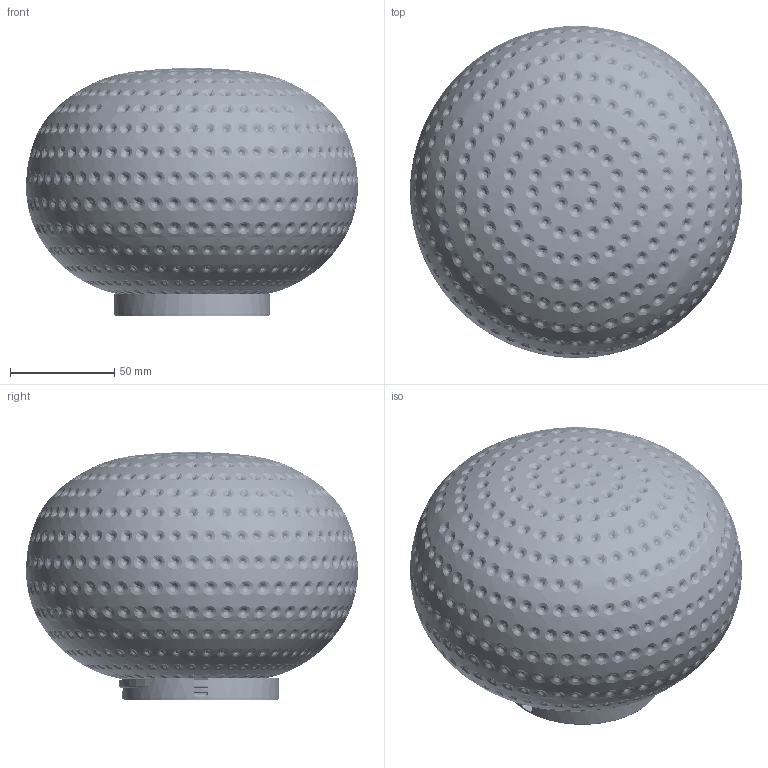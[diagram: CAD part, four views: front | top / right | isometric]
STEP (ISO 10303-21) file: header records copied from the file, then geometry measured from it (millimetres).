
FILE_DESCRIPTION(/* description */ (''),/* implementation_level */ '2;1');
FILE_NAME(/* name */ 'F430810150BINE.stp',/* time_stamp */ '2020-01-13T13:35:41+01:00',/* author */ ('sghezzi'),/* organization */ (''),/* preprocessor_version */ 'ST-DEVELOPER v17.2',/* originating_system */ 'Autodesk Inventor 2019',/* authorisation */ '');
FILE_SCHEMA (('AUTOMOTIVE_DESIGN { 1 0 10303 214 3 1 1 }'));
Products named in the file (19): 4308-0_LAMP_TAV_BIANCA D160; V4306.0; 002430605_VETRO_BIANCA_160; 0074308XX; 065007451_Vite M3x16 TCb+ZnBi; 0074308X5; 003430620_GOMMINO PER LINGUETTA BIANCA D490; M4308.0; 0074308X1; 0074308X1_1; 003430815_SOTTOBASE LAMP TAV BIANCA D160; 006600011_bloccacavo_grano_5100-7-109_NyNr; 060009000_DADO_ES_M10X1_H3_L13_ZnBi; 007429504-; 003430810_FELTRO SOTTOBASE LAMP TAV BIANCA D160; 003430820_DIFFUSORE PLASTICO LED BIANCA D160 TRASP; LED 005429700; DIN 7984 - M3 x 6; 003428406
Assembly tree (25 placements, depth 4):
  4308-0_LAMP_TAV_BIANCA D160
    V4306.0
      002430605_VETRO_BIANCA_160
      0074308XX
      065007451_Vite M3x16 TCb+ZnBi  x3
      0074308X5  x3
      003430620_GOMMINO PER LINGUETTA BIANCA D490  x3
    M4308.0
      0074308X1
        0074308X1_1
      003430815_SOTTOBASE LAMP TAV BIANCA D160
      006600011_bloccacavo_grano_5100-7-109_NyNr
      060009000_DADO_ES_M10X1_H3_L13_ZnBi
      007429504-
      003430810_FELTRO SOTTOBASE LAMP TAV BIANCA D160
      003430820_DIFFUSORE PLASTICO LED BIANCA D160 TRASP
      LED 005429700
      DIN 7984 - M3 x 6  x2
      003428406
Bounding box: 159.6 x 159.6 x 119.28 mm (x, y, z)
Volume: 290460.8 mm3; surface area: 190239.6 mm2
Topology: 78 solids, 78 shells, 2185 faces, 4634 edges, 3248 vertices
Faces by surface type: plane 1017, bspline 909, cylinder 135, cone 87, sphere 29, torus 8
Full cylindrical faces by diameter (mm): 0.001 x1, 2.1 x2, 2.5 x5, 3 x7, 3.2 x4, 3.5 x2, 5.5 x2, 5.6 x3, 7 x1, 7.2 x1, 8 x1, 8.376 x1, 10 x1, 12 x1, 25 x1, 28.5 x1, 74 x1
Entity records: 150790 total; most frequent: CARTESIAN_POINT 111965, ORIENTED_EDGE 8496, DIRECTION 6203, EDGE_CURVE 4248, VERTEX_POINT 3027, AXIS2_PLACEMENT_3D 2879, EDGE_LOOP 2689, FACE_OUTER_BOUND 2002
